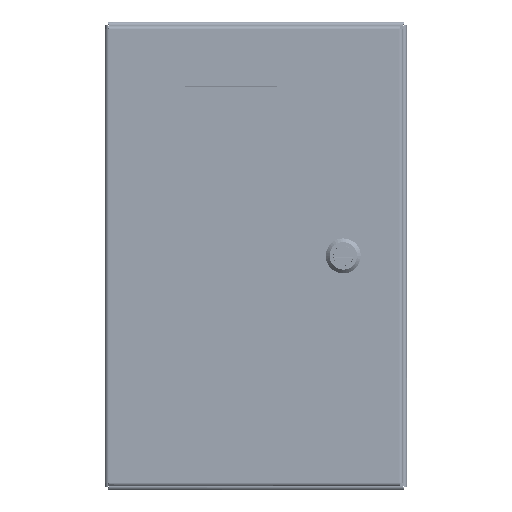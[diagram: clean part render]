
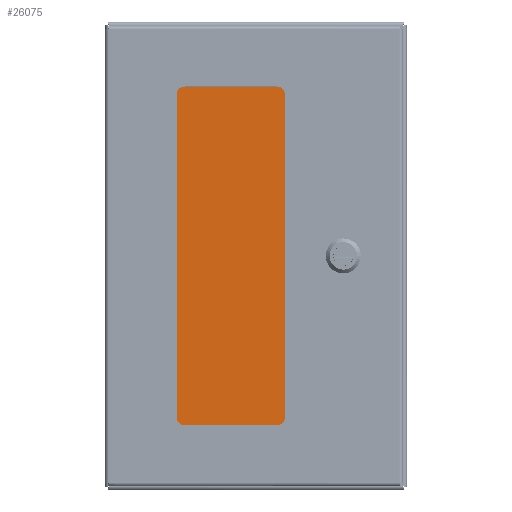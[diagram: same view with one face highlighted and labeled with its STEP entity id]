
A CAD part, top view. The second image highlights one B-rep face of the part: STEP entity #26075.
In plain terms, the highlighted planar face has unit normal (0, 0, 1).
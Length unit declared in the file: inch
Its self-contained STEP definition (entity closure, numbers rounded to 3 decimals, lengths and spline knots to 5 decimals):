
#7111 = CARTESIAN_POINT ( 'NONE',  ( -6.77618, -2.215, 1.23606 ) ) ;
#7230 = VECTOR ( 'NONE', #30146, 39.37008 ) ;
#8722 = CARTESIAN_POINT ( 'NONE',  ( -8.98118, 3.625, 1.23606 ) ) ;
#10626 = LINE ( 'NONE', #45486, #7230 ) ;
#14578 = EDGE_CURVE ( 'NONE', #27204, #15028, #16561, .T. ) ;
#15028 = VERTEX_POINT ( 'NONE', #70923 ) ;
#16497 = DIRECTION ( 'NONE',  ( 0., 0., 1. ) ) ;
#16561 = LINE ( 'NONE', #73658, #71670 ) ;
#23876 = VERTEX_POINT ( 'NONE', #93792 ) ;
#26075 = ADVANCED_FACE ( 'NONE', ( #33575 ), #84264, .T. ) ;
#27204 = VERTEX_POINT ( 'NONE', #75195 ) ;
#30146 = DIRECTION ( 'NONE',  ( 1., 0., 0. ) ) ;
#33575 = FACE_OUTER_BOUND ( 'NONE', #35707, .T. ) ;
#35707 = EDGE_LOOP ( 'NONE', ( #46181, #47396, #64584, #36001 ) ) ;
#36001 = ORIENTED_EDGE ( 'NONE', *, *, #39162, .F. ) ;
#37693 = LINE ( 'NONE', #88987, #41127 ) ;
#39162 = EDGE_CURVE ( 'NONE', #80470, #23876, #10626, .T. ) ;
#39290 = EDGE_CURVE ( 'NONE', #23876, #27204, #63299, .T. ) ;
#39744 = DIRECTION ( 'NONE',  ( 1., 0., 0. ) ) ;
#41127 = VECTOR ( 'NONE', #83379, 39.37008 ) ;
#45486 = CARTESIAN_POINT ( 'NONE',  ( -6.77618, 9.465, 1.23606 ) ) ;
#46181 = ORIENTED_EDGE ( 'NONE', *, *, #50560, .F. ) ;
#47396 = ORIENTED_EDGE ( 'NONE', *, *, #14578, .F. ) ;
#50560 = EDGE_CURVE ( 'NONE', #15028, #80470, #37693, .T. ) ;
#51529 = DIRECTION ( 'NONE',  ( 0., -1., 0. ) ) ;
#63299 = LINE ( 'NONE', #7111, #80932 ) ;
#63944 = CARTESIAN_POINT ( 'NONE',  ( -11.18618, 9.465, 1.23606 ) ) ;
#64584 = ORIENTED_EDGE ( 'NONE', *, *, #39290, .F. ) ;
#70923 = CARTESIAN_POINT ( 'NONE',  ( -11.18618, -2.215, 1.23606 ) ) ;
#71670 = VECTOR ( 'NONE', #88395, 39.37008 ) ;
#73658 = CARTESIAN_POINT ( 'NONE',  ( -11.18618, -2.215, 1.23606 ) ) ;
#75195 = CARTESIAN_POINT ( 'NONE',  ( -6.77618, -2.215, 1.23606 ) ) ;
#80470 = VERTEX_POINT ( 'NONE', #63944 ) ;
#80932 = VECTOR ( 'NONE', #51529, 39.37008 ) ;
#81684 = AXIS2_PLACEMENT_3D ( 'NONE', #8722, #16497, #39744 ) ;
#83379 = DIRECTION ( 'NONE',  ( 0., 1., 0. ) ) ;
#84264 = PLANE ( 'NONE',  #81684 ) ;
#88395 = DIRECTION ( 'NONE',  ( -1., 0., 0. ) ) ;
#88987 = CARTESIAN_POINT ( 'NONE',  ( -11.18618, 9.465, 1.23606 ) ) ;
#93792 = CARTESIAN_POINT ( 'NONE',  ( -6.77618, 9.465, 1.23606 ) ) ;
